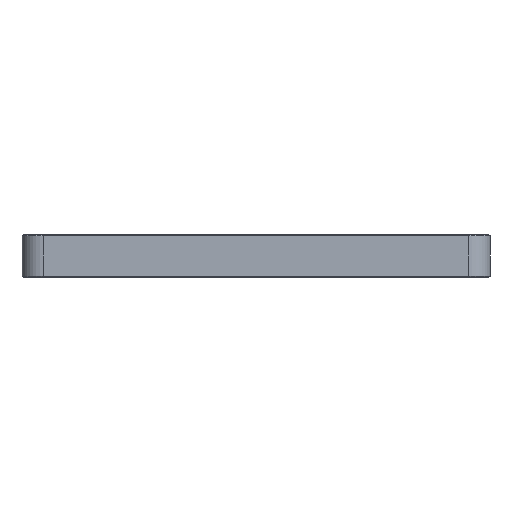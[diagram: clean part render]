
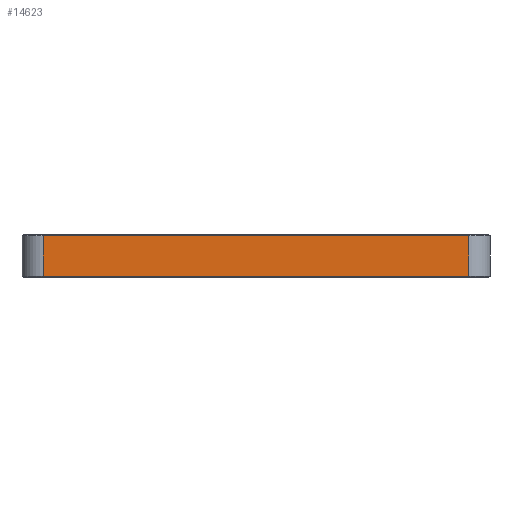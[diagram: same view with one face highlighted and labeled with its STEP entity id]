
A CAD part, left-side view. The second image highlights one B-rep face of the part: STEP entity #14623.
In plain terms, the highlighted planar face has unit normal (-1, 0, 0).
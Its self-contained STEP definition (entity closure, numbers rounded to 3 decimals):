
#2782=FACE_OUTER_BOUND('',#4062,.T.);
#4062=EDGE_LOOP('',(#10596,#10597,#10598,#10599));
#5753=LINE('',#23423,#6420);
#5767=LINE('',#23881,#6434);
#5776=LINE('',#23905,#6443);
#5777=LINE('',#23907,#6444);
#6420=VECTOR('',#18070,10.);
#6434=VECTOR('',#18532,10.);
#6443=VECTOR('',#18561,10.);
#6444=VECTOR('',#18564,10.);
#7084=VERTEX_POINT('',#23413);
#7086=VERTEX_POINT('',#23419);
#7304=VERTEX_POINT('',#23871);
#7306=VERTEX_POINT('',#23877);
#8379=EDGE_CURVE('',#7084,#7086,#5753,.T.);
#8608=EDGE_CURVE('',#7304,#7306,#5767,.T.);
#8621=EDGE_CURVE('',#7306,#7084,#5776,.T.);
#8622=EDGE_CURVE('',#7304,#7086,#5777,.T.);
#10596=ORIENTED_EDGE('',*,*,#8379,.F.);
#10597=ORIENTED_EDGE('',*,*,#8621,.F.);
#10598=ORIENTED_EDGE('',*,*,#8608,.F.);
#10599=ORIENTED_EDGE('',*,*,#8622,.T.);
#14180=PLANE('',#15933);
#14623=ADVANCED_FACE('',(#2782),#14180,.T.);
#15933=AXIS2_PLACEMENT_3D('',#23906,#18562,#18563);
#18070=DIRECTION('',(0.,-1.,0.));
#18532=DIRECTION('',(0.,1.,0.));
#18561=DIRECTION('',(0.,0.,1.));
#18562=DIRECTION('center_axis',(-1.,0.,0.));
#18563=DIRECTION('ref_axis',(0.,-1.,0.));
#18564=DIRECTION('',(0.,0.,1.));
#23413=CARTESIAN_POINT('',(0.,-4.,3.8));
#23419=CARTESIAN_POINT('',(0.,-84.,3.8));
#23423=CARTESIAN_POINT('',(0.,-42.,3.8));
#23871=CARTESIAN_POINT('',(0.,-84.,-3.8));
#23877=CARTESIAN_POINT('',(0.,-4.,-3.8));
#23881=CARTESIAN_POINT('',(0.,-42.,-3.8));
#23905=CARTESIAN_POINT('',(0.,-4.,0.));
#23906=CARTESIAN_POINT('Origin',(0.,-64.,0.));
#23907=CARTESIAN_POINT('',(0.,-84.,0.));
